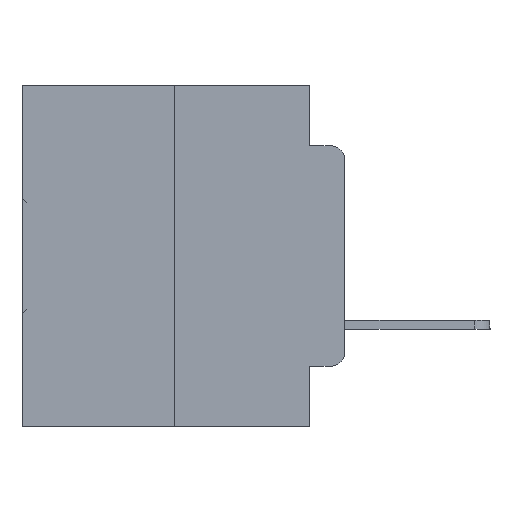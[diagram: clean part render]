
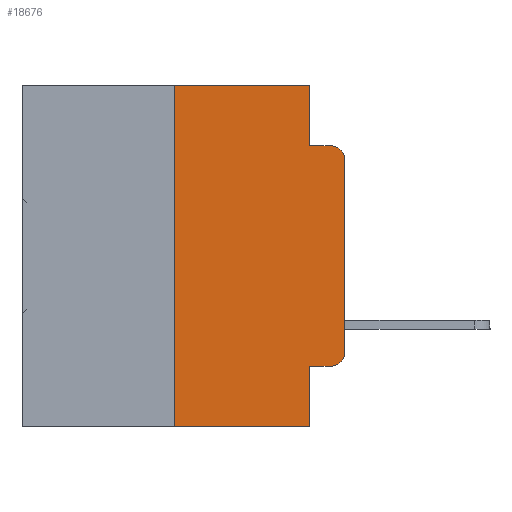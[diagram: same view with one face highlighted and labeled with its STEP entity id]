
A CAD part, left-side view. The second image highlights one B-rep face of the part: STEP entity #18676.
In plain terms, the highlighted planar face has unit normal (-1, 0, 0).
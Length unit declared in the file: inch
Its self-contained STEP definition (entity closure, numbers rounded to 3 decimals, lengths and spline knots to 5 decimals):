
#962 = VERTEX_POINT ( 'NONE', #19653 ) ;
#2256 = LINE ( 'NONE', #12671, #21821 ) ;
#2945 = VECTOR ( 'NONE', #19757, 39.37008 ) ;
#3619 = VERTEX_POINT ( 'NONE', #29954 ) ;
#4453 = ORIENTED_EDGE ( 'NONE', *, *, #11693, .F. ) ;
#4755 = VERTEX_POINT ( 'NONE', #27830 ) ;
#5056 = CARTESIAN_POINT ( 'NONE',  ( 0., 0.051, 0. ) ) ;
#5201 = DIRECTION ( 'NONE',  ( 0., 0., -1. ) ) ;
#5275 = CARTESIAN_POINT ( 'NONE',  ( 0., 0.02, -0.1085 ) ) ;
#6357 = CIRCLE ( 'NONE', #18900, 0.02 ) ;
#7286 = CARTESIAN_POINT ( 'NONE',  ( 0., 0.473, 0. ) ) ;
#7939 = LINE ( 'NONE', #5056, #21131 ) ;
#8581 = EDGE_CURVE ( 'NONE', #32035, #10054, #29063, .T. ) ;
#9309 = VERTEX_POINT ( 'NONE', #9518 ) ;
#9518 = CARTESIAN_POINT ( 'NONE',  ( 0., 0.051, 0. ) ) ;
#10032 = DIRECTION ( 'NONE',  ( 0., -1., 0. ) ) ;
#10054 = VERTEX_POINT ( 'NONE', #30425 ) ;
#10401 = EDGE_LOOP ( 'NONE', ( #14296, #31729, #4453, #10827, #13986, #12393, #17496, #33442, #26069, #16632 ) ) ;
#10444 = EDGE_CURVE ( 'NONE', #962, #9309, #22494, .T. ) ;
#10569 = DIRECTION ( 'NONE',  ( 0., 0., -1. ) ) ;
#10741 = CARTESIAN_POINT ( 'NONE',  ( 0., 0.051, -0.4115 ) ) ;
#10827 = ORIENTED_EDGE ( 'NONE', *, *, #29374, .F. ) ;
#11374 = DIRECTION ( 'NONE',  ( 0., 0., -1. ) ) ;
#11419 = CARTESIAN_POINT ( 'NONE',  ( 0., 0.051, -0.0885 ) ) ;
#11693 = EDGE_CURVE ( 'NONE', #13798, #22862, #30042, .T. ) ;
#12201 = LINE ( 'NONE', #26330, #13801 ) ;
#12393 = ORIENTED_EDGE ( 'NONE', *, *, #30003, .F. ) ;
#12671 = CARTESIAN_POINT ( 'NONE',  ( 0., 0., 0. ) ) ;
#13798 = VERTEX_POINT ( 'NONE', #18558 ) ;
#13801 = VECTOR ( 'NONE', #20991, 39.37008 ) ;
#13986 = ORIENTED_EDGE ( 'NONE', *, *, #10444, .F. ) ;
#14296 = ORIENTED_EDGE ( 'NONE', *, *, #31502, .T. ) ;
#15474 = VECTOR ( 'NONE', #33215, 39.37008 ) ;
#15581 = AXIS2_PLACEMENT_3D ( 'NONE', #24356, #25157, #11374 ) ;
#15711 = EDGE_CURVE ( 'NONE', #18311, #10054, #12201, .T. ) ;
#16632 = ORIENTED_EDGE ( 'NONE', *, *, #26539, .T. ) ;
#16772 = EDGE_CURVE ( 'NONE', #32035, #4755, #27586, .T. ) ;
#17496 = ORIENTED_EDGE ( 'NONE', *, *, #15711, .T. ) ;
#17704 = AXIS2_PLACEMENT_3D ( 'NONE', #5275, #25618, #10569 ) ;
#17784 = VECTOR ( 'NONE', #23577, 39.37008 ) ;
#18311 = VERTEX_POINT ( 'NONE', #25902 ) ;
#18558 = CARTESIAN_POINT ( 'NONE',  ( 0., 0.051, -0.0885 ) ) ;
#18676 = ADVANCED_FACE ( 'NONE', ( #20341 ), #26930, .F. ) ;
#18900 = AXIS2_PLACEMENT_3D ( 'NONE', #33237, #20230, #5201 ) ;
#19138 = EDGE_CURVE ( 'NONE', #22324, #22862, #24332, .T. ) ;
#19330 = CARTESIAN_POINT ( 'NONE',  ( 0., 0.25, 0. ) ) ;
#19348 = CARTESIAN_POINT ( 'NONE',  ( 0., 0., -0.1085 ) ) ;
#19653 = CARTESIAN_POINT ( 'NONE',  ( 0., 0.25, 0. ) ) ;
#19757 = DIRECTION ( 'NONE',  ( 0., -1., 0. ) ) ;
#20205 = CARTESIAN_POINT ( 'NONE',  ( 0., 0.051, -0.4115 ) ) ;
#20230 = DIRECTION ( 'NONE',  ( -1., 0., 0. ) ) ;
#20341 = FACE_OUTER_BOUND ( 'NONE', #10401, .T. ) ;
#20602 = CARTESIAN_POINT ( 'NONE',  ( 0., 0.02, -0.0885 ) ) ;
#20991 = DIRECTION ( 'NONE',  ( 0., -1., 0. ) ) ;
#21131 = VECTOR ( 'NONE', #33417, 39.37008 ) ;
#21821 = VECTOR ( 'NONE', #33519, 39.37008 ) ;
#22324 = VERTEX_POINT ( 'NONE', #19348 ) ;
#22494 = LINE ( 'NONE', #7286, #2945 ) ;
#22862 = VERTEX_POINT ( 'NONE', #20602 ) ;
#23577 = DIRECTION ( 'NONE',  ( 0., 0., -1. ) ) ;
#24332 = CIRCLE ( 'NONE', #17704, 0.02 ) ;
#24356 = CARTESIAN_POINT ( 'NONE',  ( 0., 0.473, 0. ) ) ;
#25157 = DIRECTION ( 'NONE',  ( 1., 0., 0. ) ) ;
#25618 = DIRECTION ( 'NONE',  ( -1., 0., 0. ) ) ;
#25902 = CARTESIAN_POINT ( 'NONE',  ( 0., 0.25, -0.5 ) ) ;
#26069 = ORIENTED_EDGE ( 'NONE', *, *, #16772, .T. ) ;
#26330 = CARTESIAN_POINT ( 'NONE',  ( 0., 0.473, -0.5 ) ) ;
#26336 = CARTESIAN_POINT ( 'NONE',  ( 0., 0.051, 0. ) ) ;
#26539 = EDGE_CURVE ( 'NONE', #4755, #3619, #6357, .T. ) ;
#26930 = PLANE ( 'NONE',  #15581 ) ;
#27586 = LINE ( 'NONE', #20205, #15474 ) ;
#27830 = CARTESIAN_POINT ( 'NONE',  ( 0., 0.02, -0.4115 ) ) ;
#29063 = LINE ( 'NONE', #26336, #17784 ) ;
#29374 = EDGE_CURVE ( 'NONE', #9309, #13798, #7939, .T. ) ;
#29954 = CARTESIAN_POINT ( 'NONE',  ( 0., 0., -0.3915 ) ) ;
#30003 = EDGE_CURVE ( 'NONE', #18311, #962, #30121, .T. ) ;
#30042 = LINE ( 'NONE', #11419, #33313 ) ;
#30121 = LINE ( 'NONE', #19330, #32675 ) ;
#30285 = DIRECTION ( 'NONE',  ( 0., 0., 1. ) ) ;
#30425 = CARTESIAN_POINT ( 'NONE',  ( 0., 0.051, -0.5 ) ) ;
#31502 = EDGE_CURVE ( 'NONE', #3619, #22324, #2256, .T. ) ;
#31729 = ORIENTED_EDGE ( 'NONE', *, *, #19138, .T. ) ;
#32035 = VERTEX_POINT ( 'NONE', #10741 ) ;
#32675 = VECTOR ( 'NONE', #30285, 39.37008 ) ;
#33215 = DIRECTION ( 'NONE',  ( 0., -1., 0. ) ) ;
#33237 = CARTESIAN_POINT ( 'NONE',  ( 0., 0.02, -0.3915 ) ) ;
#33313 = VECTOR ( 'NONE', #10032, 39.37008 ) ;
#33417 = DIRECTION ( 'NONE',  ( 0., 0., -1. ) ) ;
#33442 = ORIENTED_EDGE ( 'NONE', *, *, #8581, .F. ) ;
#33519 = DIRECTION ( 'NONE',  ( 0., 0., 1. ) ) ;
